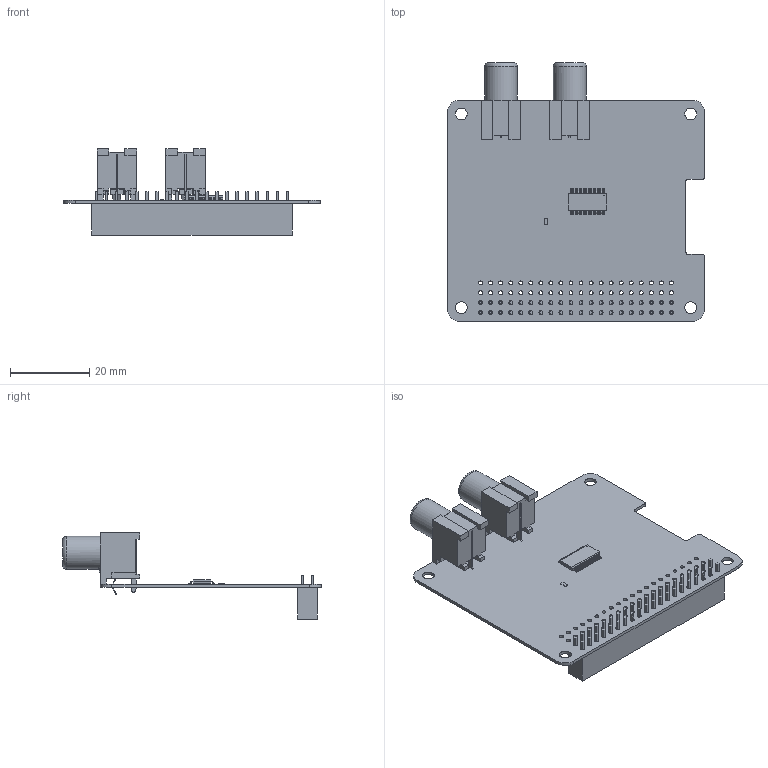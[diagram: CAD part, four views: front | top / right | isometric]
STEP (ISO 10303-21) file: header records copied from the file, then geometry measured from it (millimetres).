
FILE_DESCRIPTION(/* description */ (''),/* implementation_level */ '2;1');
FILE_NAME(/* name */ 'Hifiberry DAC+ v15.step',/* time_stamp */ '2019-03-26T08:50:22+01:00',/* author */ ('lflochPTGXF'),/* organization */ (''),/* preprocessor_version */ 'ST-DEVELOPER v17.2',/* originating_system */ 'Autodesk Translation Framework v7.6.0.251',/* authorisation */ '');
FILE_SCHEMA (('AUTOMOTIVE_DESIGN { 1 0 10303 214 3 1 1 }'));
Length unit declared in the file: millimetre
Products named in the file (8): Hifiberry DAC+; PCB; LED; Pin header; PCM5123; IC v1; RCA rouge; RCA blanche
Assembly tree (7 placements, depth 3):
  Hifiberry DAC+
    PCB
      LED
    Pin header
    PCM5123
      IC v1
    RCA rouge
    RCA blanche
Bounding box: 65 x 65.5 x 21.8 mm (x, y, z)
Volume: 7260.9 mm3; surface area: 12690.5 mm2
Topology: 46 solids, 452 shells, 1217 faces, 4109 edges, 3394 vertices
Faces by surface type: plane 996, cylinder 217, torus 4
Full cylindrical faces by diameter (mm): 0.225 x1, 1 x80, 3 x4, 3.3 x2, 6 x2, 8.3 x2
Entity records: 46614 total; most frequent: CARTESIAN_POINT 8772, DIRECTION 7249, ORIENTED_EDGE 6090, EDGE_CURVE 4109, LINE 3427, VECTOR 3427, VERTEX_POINT 3394, AXIS2_PLACEMENT_3D 1911
